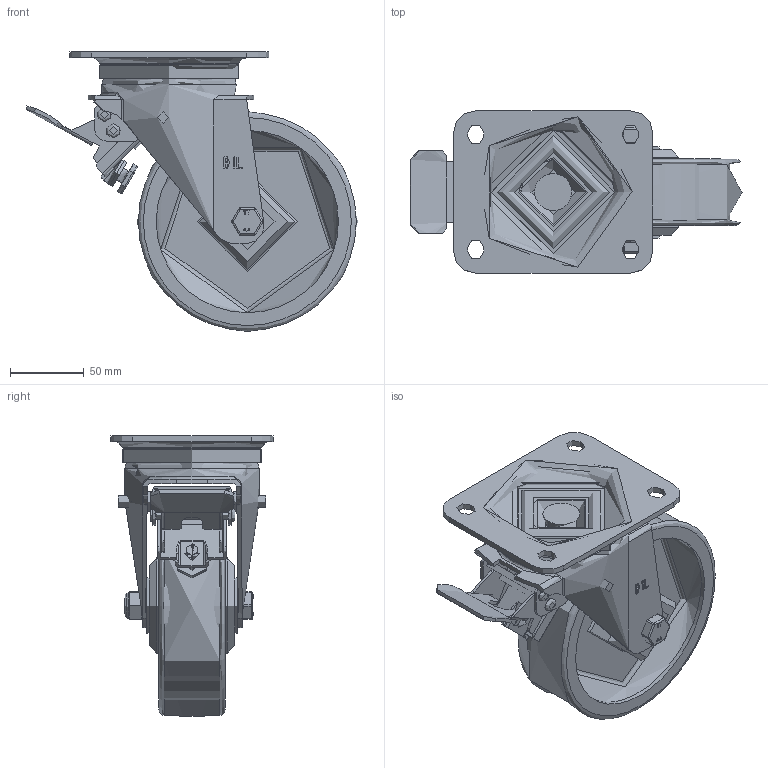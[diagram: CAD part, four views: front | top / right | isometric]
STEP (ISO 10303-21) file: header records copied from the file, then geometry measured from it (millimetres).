
FILE_DESCRIPTION(/* description */ (''),/* implementation_level */ '2;1');
FILE_NAME(/* name */ 'BZWB150PNBSWB.step',/* time_stamp */ '2025-06-26T12:20:22+01:00',/* author */ (''),/* organization */ (''),/* preprocessor_version */ 'ST-DEVELOPER v20.1',/* originating_system */ 'Autodesk Translation Framework v14.10.0.0',/* authorisation */ '');
FILE_SCHEMA (('AUTOMOTIVE_DESIGN { 1 0 10303 214 3 1 1 }'));
Products named in the file (40): BZWB150PNBSWB; BZWB160ASSWB v1; ZINC PLATED, PRESSED STEEL TOP PLATE; ZINC PLATED, PRESSED STEEL FORKS; BEARING SEAL; ZINC PLATED, PRESSED STEEL BRAKE; BRAKE 1; BRAKE 2; BRAKE PEDAL; BOLT; BOLT2; BOLT3; SPACER; brake bolt; WASHER; WASHER2; SPRING; BZH150WPNRB (1) v1; POLYURETHANE TYRE; NYLON RIM; NYLON RIM Geometry; CAP; ROLLER BEARING; CAGE; Pattern; Component7; TUBEM20X60 v1; ZINC PLATED STEEL TUBE; WP20X40X2 v1; NYLON WASHER; Component1; WP20X40X2 v1 (1); NYLON WASHER (1); Component1 (1); HEXBOLTM12X80Z8.8 v2; GRADE 8.8 ZINC PLATED BOLT; NYLOCM12Z v1; NYLOC NUT; NUT; RUBBER
Assembly tree (48 placements, depth 5):
  BZWB150PNBSWB
    BZWB160ASSWB v1
      ZINC PLATED, PRESSED STEEL TOP PLATE
      ZINC PLATED, PRESSED STEEL FORKS
      BEARING SEAL
      ZINC PLATED, PRESSED STEEL BRAKE
        BRAKE 1
        BRAKE 2
        BRAKE PEDAL
        BOLT
        BOLT2
        BOLT3
        SPACER
        brake bolt
        WASHER
        WASHER2
        SPRING
    BZH150WPNRB (1) v1
      POLYURETHANE TYRE
      NYLON RIM
        NYLON RIM Geometry
        CAP
      ROLLER BEARING
        CAGE
        Pattern
          Component7  x10
    TUBEM20X60 v1
      ZINC PLATED STEEL TUBE
    WP20X40X2 v1
      NYLON WASHER
        Component1
    WP20X40X2 v1 (1)
      NYLON WASHER (1)
        Component1 (1)
    HEXBOLTM12X80Z8.8 v2
      GRADE 8.8 ZINC PLATED BOLT
    NYLOCM12Z v1
      NYLOC NUT
        NUT
        RUBBER
Bounding box: 225 x 110 x 189.94 mm (x, y, z)
Volume: 741123.8 mm3; surface area: 285353.9 mm2
Topology: 36 solids, 36 shells, 838 faces, 2091 edges, 1343 vertices
Faces by surface type: plane 423, cylinder 290, bspline 70, torus 25, sphere 24, cone 6
Full cylindrical faces by diameter (mm): 2 x10, 4 x2, 5 x10, 5.9 x2, 6 x6, 7.8 x1, 8 x16, 8.5 x2, 9 x2, 9.5 x2, 9.836 x18, 10 x3, 11.834 x18, 12 x3, 12.2 x2, 12.5 x1, 14 x4, 18 x1, 18.5 x1, 19 x2, 19.9 x1, 20.5 x2, 21 x3, 26 x1, 29.5 x1, 30 x1, 31.95 x1, 32 x1, 37.5 x2, 55 x2
Entity records: 44156 total; most frequent: CARTESIAN_POINT 23521, ORIENTED_EDGE 4126, DIRECTION 4051, EDGE_CURVE 2063, AXIS2_PLACEMENT_3D 1489, VERTEX_POINT 1325, LINE 1073, VECTOR 1073
